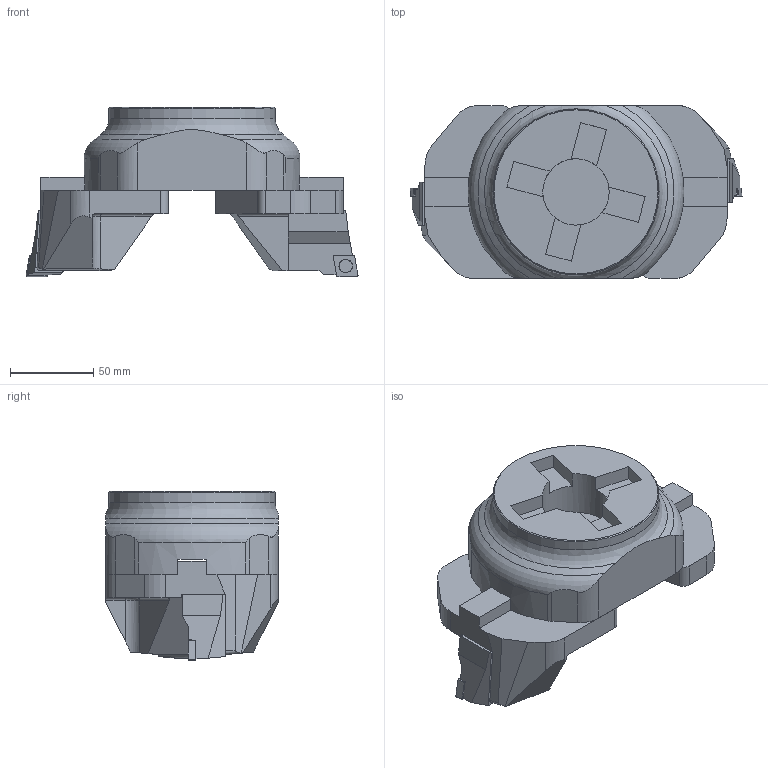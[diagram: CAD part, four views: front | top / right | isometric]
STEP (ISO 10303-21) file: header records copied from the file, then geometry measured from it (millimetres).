
FILE_DESCRIPTION(/* description */ (''),/* implementation_level */ '2;1');
FILE_NAME(/* name */ '1547543991742.stp',/* time_stamp */ '2019-01-15T10:20:10+01:00',/* author */ (''),/* organization */ ('SMS'),/* preprocessor_version */ 'ST-DEVELOPER v15',/* originating_system */ 'SIEMENS PLM Software NX 8.5',/* authorisation */ '');
FILE_SCHEMA (('AUTOMOTIVE_DESIGN { 1 0 10303 214 3 1 1 1 }'));
Length unit declared in the file: millimetre
Products named in the file (8): 201992388mod000_00; ASSEMBLY_CONSTRUCTION; IsoTurningInsert; 111169503mod000_01; 111165589mod000_01; 111169296mod000_01; 202012686mod000_00
Assembly tree (9 placements, depth 3):
  202012686mod000_00
    111165589mod000_01
    111169503mod000_01  x2
    111169296mod000_01  x2
      IsoTurningInsert
      ASSEMBLY_CONSTRUCTION
      201992388mod000_00
    ASSEMBLY_CONSTRUCTION
Bounding box: 199.94 x 104 x 102 mm (x, y, z)
Volume: 780381.9 mm3; surface area: 106693 mm2
Topology: 7 solids, 7 shells, 201 faces, 535 edges, 375 vertices
Faces by surface type: plane 133, cylinder 40, cone 15, torus 13
Full cylindrical faces by diameter (mm): 5.5 x4, 40 x1, 100 x1
Entity records: 4563 total; most frequent: CARTESIAN_POINT 869, DIRECTION 663, ORIENTED_EDGE 626, EDGE_CURVE 313, AXIS2_PLACEMENT_3D 226, LINE 211, VECTOR 211, VERTEX_POINT 211
